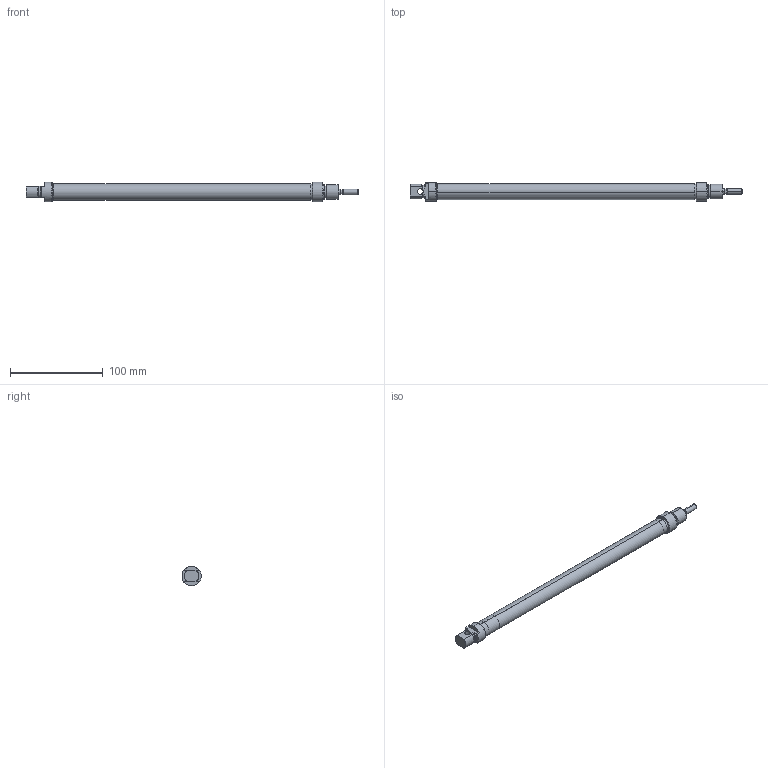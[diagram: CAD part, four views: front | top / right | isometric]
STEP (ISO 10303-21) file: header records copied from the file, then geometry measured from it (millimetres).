
FILE_DESCRIPTION (( 'STEP AP214' ), '1' );
FILE_NAME ('PMY 16-250 CYLINDER.STEP', '2010-08-05T07:19:45', ( '' ), ( '' ), 'SwSTEP 2.0', 'SolidWorks 2010', '' );
FILE_SCHEMA (( 'AUTOMOTIVE_DESIGN' ));
Length unit declared in the file: millimetre
Products named in the file (5): PMY (Yastýklý)  16   ARKA KAPAK; 16  Boru; PMY (Yastýklý)  16   ÖN  KAPAK; 12-16 Mil ; PMY  16-250  CYLINDER
Assembly tree (4 placements, depth 2):
  PMY  16-250  CYLINDER
    16  Boru
    PMY (Yastýklý)  16   ARKA KAPAK
    PMY (Yastýklý)  16   ÖN  KAPAK
    12-16 Mil 
Bounding box: 358 x 20 x 21 mm (x, y, z)
Volume: 35541.7 mm3; surface area: 42676.8 mm2
Topology: 4 solids, 4 shells, 145 faces, 332 edges, 212 vertices
Faces by surface type: cylinder 59, plane 49, cone 37
Entity records: 4705 total; most frequent: CARTESIAN_POINT 967, DIRECTION 759, ORIENTED_EDGE 664, EDGE_CURVE 332, AXIS2_PLACEMENT_3D 312, VERTEX_POINT 212, EDGE_LOOP 170, CIRCLE 160
